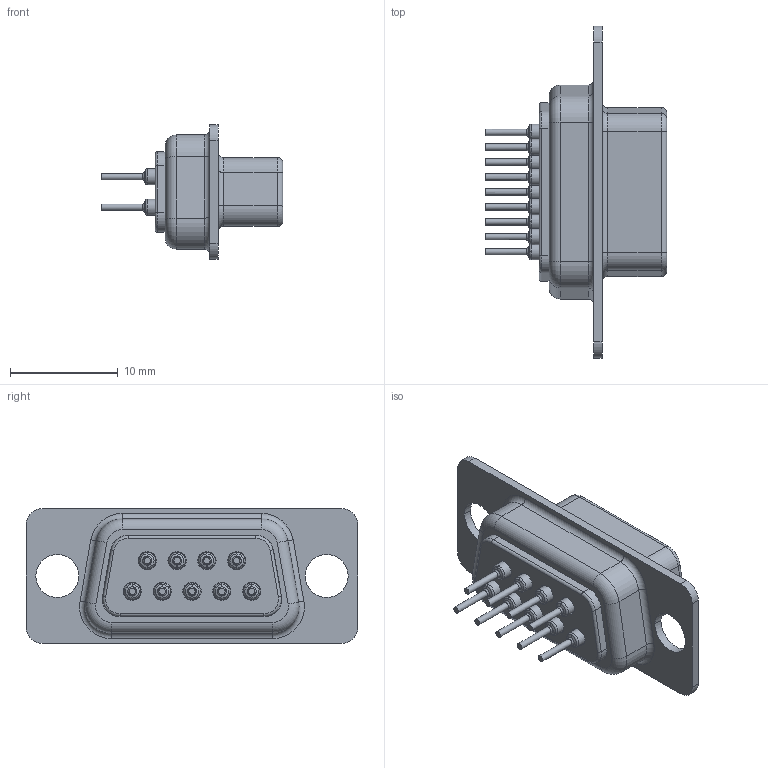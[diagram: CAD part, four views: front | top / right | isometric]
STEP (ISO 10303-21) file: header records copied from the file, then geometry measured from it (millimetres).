
FILE_DESCRIPTION( ('This file contains a STEP AP42 implementation' ,'as created by ZW3D STEP Interface translator.') ,'2;1' );
FILE_NAME( '6222-XXFNXXX01.stp' ,'231114.141320', (''), ('ZWCAD Software Co.'), 'Version 1.0', 'ZW3D to STEP translator', '' );
FILE_SCHEMA(('AUTOMOTIVE_DESIGN { 1 0 10303 214 1 1 1 1 }'));
Length unit declared in the file: millimetre
Products named in the file (2): 0; 6222
Bounding box: 16.85 x 30.8 x 12.5 mm (x, y, z)
Volume: 1574.7 mm3; surface area: 3428 mm2
Topology: 1 solids, 4 shells, 1015 faces, 2717 edges, 1711 vertices
Faces by surface type: plane 331, cylinder 318, bspline 166, cone 123, torus 77
Full cylindrical faces by diameter (mm): 0.6 x9, 1.2 x9
Entity records: 40991 total; most frequent: CARTESIAN_POINT 15711, ORIENTED_EDGE 5434, DIRECTION 4631, EDGE_CURVE 2717, AXIS2_PLACEMENT_3D 1816, VERTEX_POINT 1711, EDGE_LOOP 1076, FACE_OUTER_BOUND 1015
